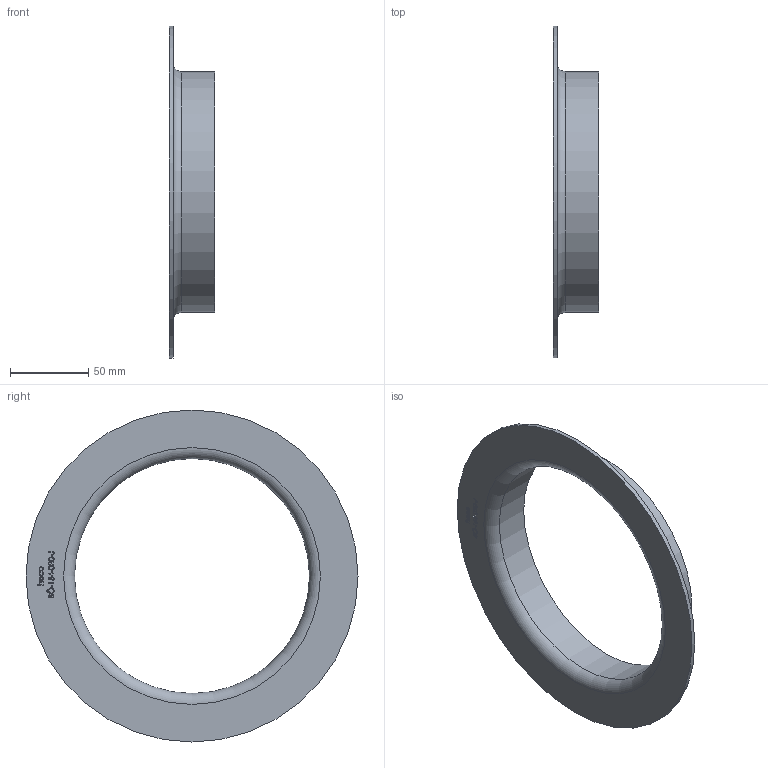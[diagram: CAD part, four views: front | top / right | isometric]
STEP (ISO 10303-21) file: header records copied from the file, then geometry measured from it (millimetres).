
FILE_DESCRIPTION (( 'STEP AP214' ), '1' );
FILE_NAME ('BÖ-154-020-J Vorschweissbördel 1908.STEP', '2019-08-30T08:58:03', ( '' ), ( '' ), 'SwSTEP 2.0', 'SolidWorks 2016', '' );
FILE_SCHEMA (( 'AUTOMOTIVE_DESIGN' ));
Length unit declared in the file: millimetre
Products named in the file (1): BÖ-154-020-J Vorschweissbördel 1908
Bounding box: 29 x 212 x 212 mm (x, y, z)
Volume: 66939.5 mm3; surface area: 61063.8 mm2
Topology: 1 solids, 1 shells, 200 faces, 512 edges, 341 vertices
Faces by surface type: plane 98, bspline 97, cylinder 3, torus 2
Full cylindrical faces by diameter (mm): 150 x1, 154 x1, 212 x1
Entity records: 13582 total; most frequent: CARTESIAN_POINT 7344, ORIENTED_EDGE 1012, DIRECTION 528, EDGE_CURVE 506, VERTEX_POINT 340, LINE 304, VECTOR 304, EDGE_LOOP 234
